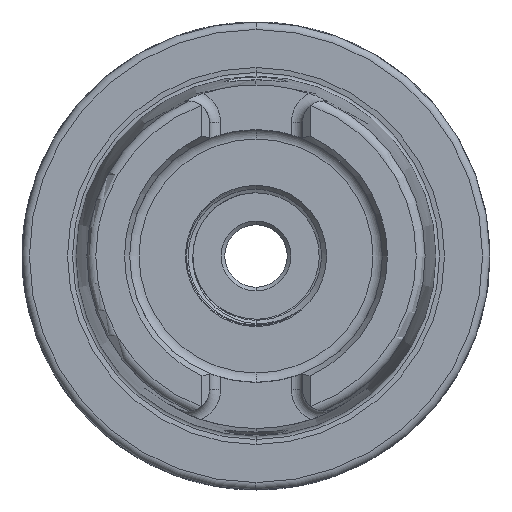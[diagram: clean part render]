
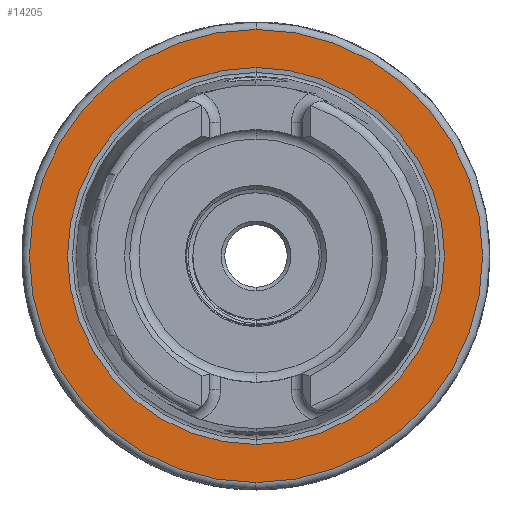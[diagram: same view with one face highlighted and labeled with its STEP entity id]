
A CAD part, left-side view. The second image highlights one B-rep face of the part: STEP entity #14205.
In plain terms, the highlighted planar face has unit normal (-1, 0, 0).
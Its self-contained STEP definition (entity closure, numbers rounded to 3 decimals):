
#1462 = VERTEX_POINT ( 'NONE', #5994 ) ;
#1472 = VERTEX_POINT ( 'NONE', #6010 ) ;
#1537 = VERTEX_POINT ( 'NONE', #6073 ) ;
#1574 = VERTEX_POINT ( 'NONE', #6134 ) ;
#3032 = CARTESIAN_POINT ( 'NONE',  ( 0., 0., 0. ) ) ;
#3045 = DIRECTION ( 'NONE',  ( 0., 0., 1. ) ) ;
#3054 = DIRECTION ( 'NONE',  ( -1., 0., 0. ) ) ;
#3952 = DIRECTION ( 'NONE',  ( 1., 0., 0. ) ) ;
#3966 = CARTESIAN_POINT ( 'NONE',  ( 0., 0., 0. ) ) ;
#3968 = DIRECTION ( 'NONE',  ( 0., 0., -1. ) ) ;
#5994 = CARTESIAN_POINT ( 'NONE',  ( 0., 0., 30.5 ) ) ;
#6010 = CARTESIAN_POINT ( 'NONE',  ( 0., 0., 25.369 ) ) ;
#6073 = CARTESIAN_POINT ( 'NONE',  ( 0., 0., -25.369 ) ) ;
#6134 = CARTESIAN_POINT ( 'NONE',  ( 0., 0., -30.5 ) ) ;
#8995 = EDGE_CURVE ( 'NONE', #1472, #1537, #22563, .T. ) ;
#9616 = EDGE_CURVE ( 'NONE', #1537, #1472, #22556, .T. ) ;
#9708 = EDGE_CURVE ( 'NONE', #1574, #1462, #30774, .T. ) ;
#12990 = DIRECTION ( 'NONE',  ( -1., 0., 0. ) ) ;
#12994 = DIRECTION ( 'NONE',  ( 0., 0., 1. ) ) ;
#12998 = CARTESIAN_POINT ( 'NONE',  ( 0., 0., 0. ) ) ;
#13890 = DIRECTION ( 'NONE',  ( 0., 0., -1. ) ) ;
#13905 = CARTESIAN_POINT ( 'NONE',  ( 0., 0., 0. ) ) ;
#13915 = DIRECTION ( 'NONE',  ( 1., 0., 0. ) ) ;
#14205 = ADVANCED_FACE ( 'NONE', ( #30582, #30583 ), #20516, .T. ) ;
#20516 = PLANE ( 'NONE',  #24318 ) ;
#20522 = DIRECTION ( 'NONE',  ( -1., 0., 0. ) ) ;
#20543 = CARTESIAN_POINT ( 'NONE',  ( 0., 25.369, 0. ) ) ;
#20556 = DIRECTION ( 'NONE',  ( 0., 0., 1. ) ) ;
#22556 = CIRCLE ( 'NONE', #24809, 25.369 ) ;
#22563 = CIRCLE ( 'NONE', #24727, 25.369 ) ;
#22985 = EDGE_LOOP ( 'NONE', ( #34789, #34822 ) ) ;
#23001 = EDGE_LOOP ( 'NONE', ( #25715, #34808 ) ) ;
#24318 = AXIS2_PLACEMENT_3D ( 'NONE', #20543, #20522, #20556 ) ;
#24502 = AXIS2_PLACEMENT_3D ( 'NONE', #3032, #3054, #3045 ) ;
#24727 = AXIS2_PLACEMENT_3D ( 'NONE', #3966, #3952, #3968 ) ;
#24788 = AXIS2_PLACEMENT_3D ( 'NONE', #12998, #12990, #12994 ) ;
#24809 = AXIS2_PLACEMENT_3D ( 'NONE', #13905, #13915, #13890 ) ;
#24970 = EDGE_CURVE ( 'NONE', #1462, #1574, #37724, .T. ) ;
#25715 = ORIENTED_EDGE ( 'NONE', *, *, #8995, .T. ) ;
#30582 = FACE_OUTER_BOUND ( 'NONE', #22985, .T. ) ;
#30583 = FACE_BOUND ( 'NONE', #23001, .T. ) ;
#30774 = CIRCLE ( 'NONE', #24788, 30.5 ) ;
#34789 = ORIENTED_EDGE ( 'NONE', *, *, #24970, .T. ) ;
#34808 = ORIENTED_EDGE ( 'NONE', *, *, #9616, .T. ) ;
#34822 = ORIENTED_EDGE ( 'NONE', *, *, #9708, .T. ) ;
#37724 = CIRCLE ( 'NONE', #24502, 30.5 ) ;
